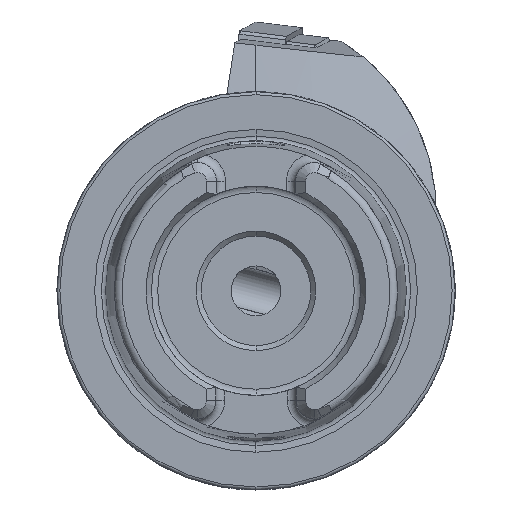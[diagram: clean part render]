
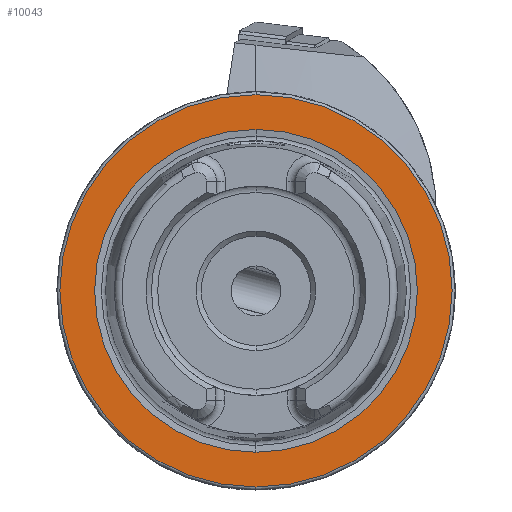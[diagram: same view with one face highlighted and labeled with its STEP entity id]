
A CAD part, left-side view. The second image highlights one B-rep face of the part: STEP entity #10043.
In plain terms, the highlighted planar face has unit normal (-1, 0, 0).
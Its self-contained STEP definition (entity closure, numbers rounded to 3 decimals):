
#21 = AXIS2_PLACEMENT_3D ( 'NONE', #14142, #4836, #4903 ) ;
#52 = PLANE ( 'NONE',  #16606 ) ;
#978 = CARTESIAN_POINT ( 'NONE',  ( 0., 0., 0. ) ) ;
#1165 = CARTESIAN_POINT ( 'NONE',  ( 0., 0., 19.7 ) ) ;
#1428 = CARTESIAN_POINT ( 'NONE',  ( 0., 0., 0. ) ) ;
#1950 = CARTESIAN_POINT ( 'NONE',  ( 0., 0., 16.207 ) ) ;
#2089 = AXIS2_PLACEMENT_3D ( 'NONE', #978, #16550, #18106 ) ;
#2165 = CARTESIAN_POINT ( 'NONE',  ( 0., 0., -16.207 ) ) ;
#2332 = EDGE_LOOP ( 'NONE', ( #11413, #2640 ) ) ;
#2640 = ORIENTED_EDGE ( 'NONE', *, *, #9373, .F. ) ;
#3006 = EDGE_CURVE ( 'NONE', #15448, #3021, #3405, .T. ) ;
#3021 = VERTEX_POINT ( 'NONE', #1165 ) ;
#3078 = FACE_OUTER_BOUND ( 'NONE', #7915, .T. ) ;
#3405 = CIRCLE ( 'NONE', #17095, 19.7 ) ;
#3752 = ORIENTED_EDGE ( 'NONE', *, *, #7387, .T. ) ;
#3841 = DIRECTION ( 'NONE',  ( -1., 0., 0. ) ) ;
#4269 = DIRECTION ( 'NONE',  ( -1., 0., 0. ) ) ;
#4836 = DIRECTION ( 'NONE',  ( -1., 0., 0. ) ) ;
#4903 = DIRECTION ( 'NONE',  ( 0., 0., 1. ) ) ;
#6342 = DIRECTION ( 'NONE',  ( 1., 0., 0. ) ) ;
#6702 = FACE_BOUND ( 'NONE', #2332, .T. ) ;
#6763 = DIRECTION ( 'NONE',  ( 0., 0., 1. ) ) ;
#6890 = AXIS2_PLACEMENT_3D ( 'NONE', #12950, #3841, #6763 ) ;
#7174 = EDGE_CURVE ( 'NONE', #12718, #16955, #16043, .T. ) ;
#7387 = EDGE_CURVE ( 'NONE', #3021, #15448, #7515, .T. ) ;
#7515 = CIRCLE ( 'NONE', #21, 19.7 ) ;
#7915 = EDGE_LOOP ( 'NONE', ( #3752, #14113 ) ) ;
#8278 = CARTESIAN_POINT ( 'NONE',  ( 0., 0., -19.7 ) ) ;
#9373 = EDGE_CURVE ( 'NONE', #16955, #12718, #12260, .T. ) ;
#10043 = ADVANCED_FACE ( 'NONE', ( #6702, #3078 ), #52, .F. ) ;
#11077 = CARTESIAN_POINT ( 'NONE',  ( 0., 19.7, 0. ) ) ;
#11413 = ORIENTED_EDGE ( 'NONE', *, *, #7174, .F. ) ;
#12260 = CIRCLE ( 'NONE', #2089, 16.207 ) ;
#12718 = VERTEX_POINT ( 'NONE', #1950 ) ;
#12950 = CARTESIAN_POINT ( 'NONE',  ( 0., 0., 0. ) ) ;
#14113 = ORIENTED_EDGE ( 'NONE', *, *, #3006, .T. ) ;
#14142 = CARTESIAN_POINT ( 'NONE',  ( 0., 0., 0. ) ) ;
#15448 = VERTEX_POINT ( 'NONE', #8278 ) ;
#15702 = DIRECTION ( 'NONE',  ( 0., 0., -1. ) ) ;
#16043 = CIRCLE ( 'NONE', #6890, 16.207 ) ;
#16550 = DIRECTION ( 'NONE',  ( -1., 0., 0. ) ) ;
#16606 = AXIS2_PLACEMENT_3D ( 'NONE', #11077, #6342, #15702 ) ;
#16812 = DIRECTION ( 'NONE',  ( 0., 0., 1. ) ) ;
#16955 = VERTEX_POINT ( 'NONE', #2165 ) ;
#17095 = AXIS2_PLACEMENT_3D ( 'NONE', #1428, #4269, #16812 ) ;
#18106 = DIRECTION ( 'NONE',  ( 0., 0., 1. ) ) ;
